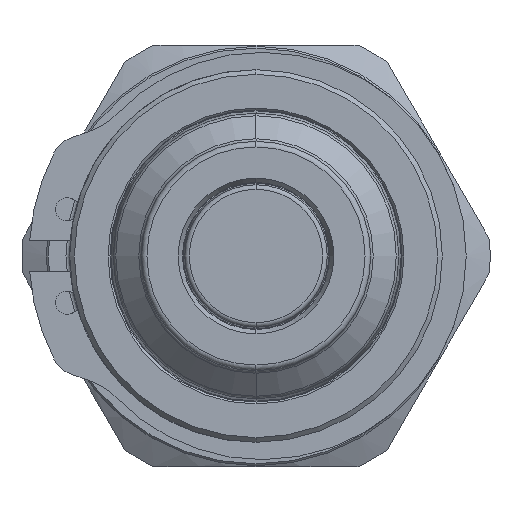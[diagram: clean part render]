
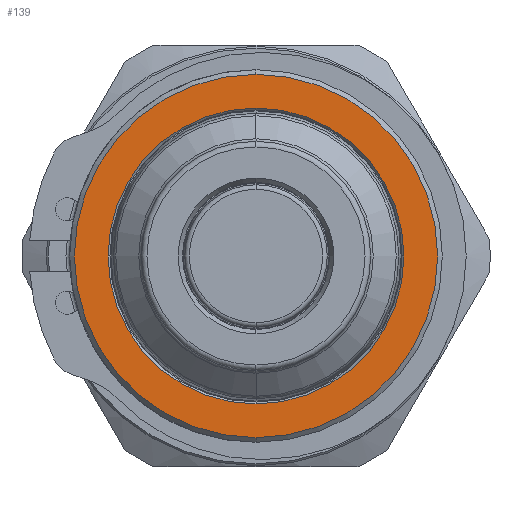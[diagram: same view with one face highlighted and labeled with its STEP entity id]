
A CAD part, left-side view. The second image highlights one B-rep face of the part: STEP entity #139.
In plain terms, the highlighted planar face has unit normal (-1, 0, 0).
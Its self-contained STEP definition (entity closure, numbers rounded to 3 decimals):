
#139 = ADVANCED_FACE ( 'NONE', ( #1327, #1326 ), #3652, .T. ) ;
#198 = CIRCLE ( 'NONE', #570, 15.8 ) ;
#292 = EDGE_CURVE ( 'NONE', #1222, #1297, #1674, .T. ) ;
#293 = EDGE_CURVE ( 'NONE', #1171, #1285, #1672, .T. ) ;
#472 = DIRECTION ( 'NONE',  ( -1., 0., 0. ) ) ;
#480 = DIRECTION ( 'NONE',  ( 0., 0., -1. ) ) ;
#484 = CARTESIAN_POINT ( 'NONE',  ( 23.95, 0., 0. ) ) ;
#570 = AXIS2_PLACEMENT_3D ( 'NONE', #2041, #2040, #2039 ) ;
#739 = AXIS2_PLACEMENT_3D ( 'NONE', #3284, #3257, #3145 ) ;
#740 = AXIS2_PLACEMENT_3D ( 'NONE', #3314, #3305, #3324 ) ;
#980 = ORIENTED_EDGE ( 'NONE', *, *, #293, .F. ) ;
#984 = ORIENTED_EDGE ( 'NONE', *, *, #292, .T. ) ;
#1001 = ORIENTED_EDGE ( 'NONE', *, *, #2613, .F. ) ;
#1092 = ORIENTED_EDGE ( 'NONE', *, *, #2743, .T. ) ;
#1171 = VERTEX_POINT ( 'NONE', #2991 ) ;
#1222 = VERTEX_POINT ( 'NONE', #2841 ) ;
#1285 = VERTEX_POINT ( 'NONE', #3023 ) ;
#1297 = VERTEX_POINT ( 'NONE', #3008 ) ;
#1326 = FACE_BOUND ( 'NONE', #1381, .T. ) ;
#1327 = FACE_OUTER_BOUND ( 'NONE', #1380, .T. ) ;
#1380 = EDGE_LOOP ( 'NONE', ( #984, #1092 ) ) ;
#1381 = EDGE_LOOP ( 'NONE', ( #980, #1001 ) ) ;
#1499 = CIRCLE ( 'NONE', #3424, 19.4 ) ;
#1555 = AXIS2_PLACEMENT_3D ( 'NONE', #3586, #3546, #3469 ) ;
#1672 = CIRCLE ( 'NONE', #739, 15.8 ) ;
#1674 = CIRCLE ( 'NONE', #740, 19.4 ) ;
#2039 = DIRECTION ( 'NONE',  ( 0., 0., -1. ) ) ;
#2040 = DIRECTION ( 'NONE',  ( -1., 0., 0. ) ) ;
#2041 = CARTESIAN_POINT ( 'NONE',  ( 23.95, 0., 0. ) ) ;
#2613 = EDGE_CURVE ( 'NONE', #1285, #1171, #198, .T. ) ;
#2743 = EDGE_CURVE ( 'NONE', #1297, #1222, #1499, .T. ) ;
#2841 = CARTESIAN_POINT ( 'NONE',  ( 23.95, 0., 19.4 ) ) ;
#2991 = CARTESIAN_POINT ( 'NONE',  ( 23.95, 0., -15.8 ) ) ;
#3008 = CARTESIAN_POINT ( 'NONE',  ( 23.95, 0., -19.4 ) ) ;
#3023 = CARTESIAN_POINT ( 'NONE',  ( 23.95, 0., 15.8 ) ) ;
#3145 = DIRECTION ( 'NONE',  ( 0., 0., -1. ) ) ;
#3257 = DIRECTION ( 'NONE',  ( -1., 0., 0. ) ) ;
#3284 = CARTESIAN_POINT ( 'NONE',  ( 23.95, 0., 0. ) ) ;
#3305 = DIRECTION ( 'NONE',  ( -1., 0., 0. ) ) ;
#3314 = CARTESIAN_POINT ( 'NONE',  ( 23.95, 0., 0. ) ) ;
#3324 = DIRECTION ( 'NONE',  ( 0., 0., -1. ) ) ;
#3424 = AXIS2_PLACEMENT_3D ( 'NONE', #484, #472, #480 ) ;
#3469 = DIRECTION ( 'NONE',  ( 0., 0., -1. ) ) ;
#3546 = DIRECTION ( 'NONE',  ( -1., 0., 0. ) ) ;
#3586 = CARTESIAN_POINT ( 'NONE',  ( 23.95, -15.8, 0. ) ) ;
#3652 = PLANE ( 'NONE',  #1555 ) ;
